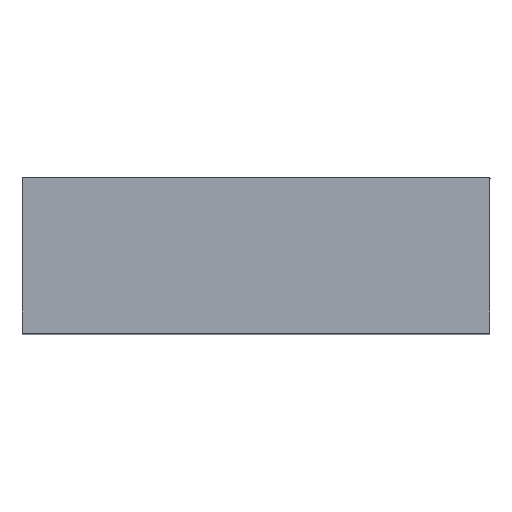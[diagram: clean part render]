
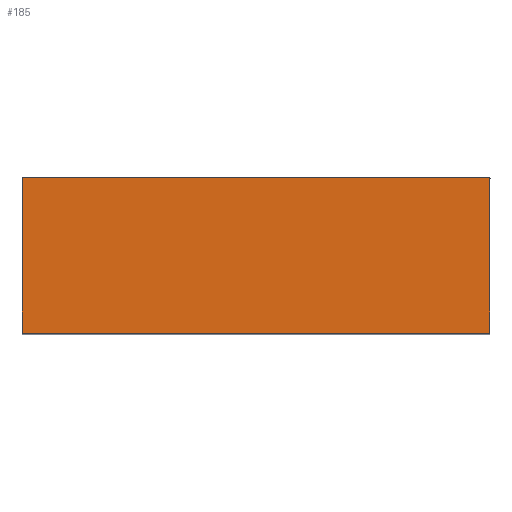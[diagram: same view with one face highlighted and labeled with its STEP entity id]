
A CAD part, top view. The second image highlights one B-rep face of the part: STEP entity #185.
In plain terms, the highlighted planar face has unit normal (0, 0, 1).
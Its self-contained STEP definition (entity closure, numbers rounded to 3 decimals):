
#146=CARTESIAN_POINT('',(370.,493.5,614.));
#147=DIRECTION('',(0.,0.,1.));
#148=DIRECTION('',(-1.,0.,0.));
#149=AXIS2_PLACEMENT_3D('',#146,#147,#148);
#150=PLANE('',#149);
#151=CARTESIAN_POINT('',(366.,487.5,614.));
#152=VERTEX_POINT('',#151);
#153=CARTESIAN_POINT('',(366.,493.5,614.));
#154=VERTEX_POINT('',#153);
#155=CARTESIAN_POINT('',(366.,487.5,614.));
#156=DIRECTION('',(-0.,1.,-0.));
#157=VECTOR('',#156,6.);
#158=LINE('',#155,#157);
#159=EDGE_CURVE('',#152,#154,#158,.T.);
#160=ORIENTED_EDGE('',*,*,#159,.T.);
#161=CARTESIAN_POINT('',(348.,493.5,614.));
#162=VERTEX_POINT('',#161);
#163=CARTESIAN_POINT('',(348.,493.5,614.));
#164=DIRECTION('',(1.,-0.,0.));
#165=VECTOR('',#164,18.);
#166=LINE('',#163,#165);
#167=EDGE_CURVE('',#162,#154,#166,.T.);
#168=ORIENTED_EDGE('',*,*,#167,.F.);
#169=CARTESIAN_POINT('',(348.,487.5,614.));
#170=VERTEX_POINT('',#169);
#171=CARTESIAN_POINT('',(348.,493.5,614.));
#172=DIRECTION('',(0.,-1.,0.));
#173=VECTOR('',#172,6.);
#174=LINE('',#171,#173);
#175=EDGE_CURVE('',#162,#170,#174,.T.);
#176=ORIENTED_EDGE('',*,*,#175,.T.);
#177=CARTESIAN_POINT('',(366.,487.5,614.));
#178=DIRECTION('',(-1.,0.,0.));
#179=VECTOR('',#178,18.);
#180=LINE('',#177,#179);
#181=EDGE_CURVE('',#152,#170,#180,.T.);
#182=ORIENTED_EDGE('',*,*,#181,.F.);
#183=EDGE_LOOP('',(#160,#168,#176,#182));
#184=FACE_BOUND('',#183,.T.);
#185=ADVANCED_FACE('',(#184),#150,.T.);
